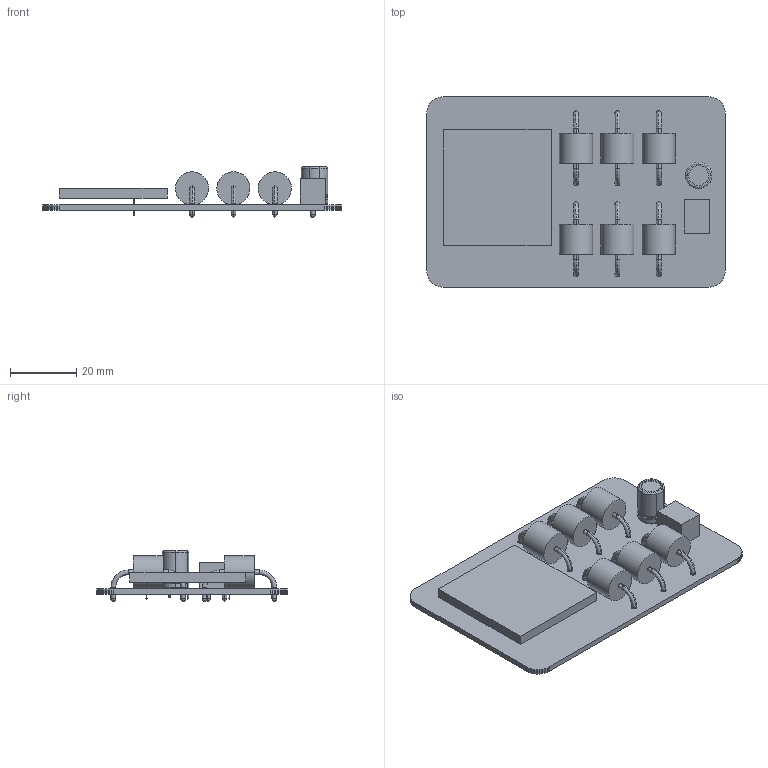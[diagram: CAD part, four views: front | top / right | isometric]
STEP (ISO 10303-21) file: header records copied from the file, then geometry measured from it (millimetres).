
FILE_DESCRIPTION(('PCB Model'),'2;1');
FILE_NAME('06_Three_Phase_Rectifier_Battery_Charger_MarkII.STEP', '2025-08-28T02:57:47',('diego'),('Unspecified'), 'Open CASCADE STEP processor 6.8','Proteus','Unknown');
FILE_SCHEMA(('AUTOMOTIVE_DESIGN { 1 0 10303 214 1 1 1 1 }'));
Length unit declared in the file: millimetre
Products named in the file (26): Open CASCADE STEP translator 6.8 1; Layer_1; C3; Open CASCADE STEP translator 6.8 1.2.1; Body_1; D1; Open CASCADE STEP translator 6.8 1.3.1; Pin_1; Pin_2; D2; D3; D4; D5; D6; J3; Open CASCADE STEP translator 6.8 1.9.1; BLDC1; Open CASCADE STEP translator 6.8 1.10.1; Pin_3
Assembly tree (30 placements, depth 4):
  Open CASCADE STEP translator 6.8 1
    Layer_1
    C3
      Open CASCADE STEP translator 6.8 1.2.1
        Body_1
    D1
      Open CASCADE STEP translator 6.8 1.3.1
        Body_1
        Pin_1
        Pin_2
    D2
      Open CASCADE STEP translator 6.8 1.3.1
        Body_1
        Pin_1
        Pin_2
    D3
      Open CASCADE STEP translator 6.8 1.3.1
        Body_1
        Pin_1
        Pin_2
    D4
      Open CASCADE STEP translator 6.8 1.3.1
        Body_1
        Pin_1
        Pin_2
    D5
      Open CASCADE STEP translator 6.8 1.3.1
        Body_1
        Pin_1
        Pin_2
    D6
      Open CASCADE STEP translator 6.8 1.3.1
        Body_1
        Pin_1
        Pin_2
    J3
      Open CASCADE STEP translator 6.8 1.9.1
        Body_1
        Pin_1
        Pin_2
    BLDC1
      Open CASCADE STEP translator 6.8 1.10.1
        Body_1
        Pin_1
        Pin_2
        Pin_3
Bounding box: 90 x 57.5 x 15.22 mm (x, y, z)
Volume: 17499.4 mm3; surface area: 17833.3 mm2
Topology: 27 solids, 27 shells, 348 faces, 848 edges, 488 vertices
Faces by surface type: cylinder 116, plane 104, sphere 68, torus 48, extrusion 12
Entity records: 8410 total; most frequent: CARTESIAN_POINT 1360, DIRECTION 1249, ORIENTED_EDGE 1140, EDGE_CURVE 570, AXIS2_PLACEMENT_3D 475, VERTEX_POINT 368, VECTOR 299, LINE 297
